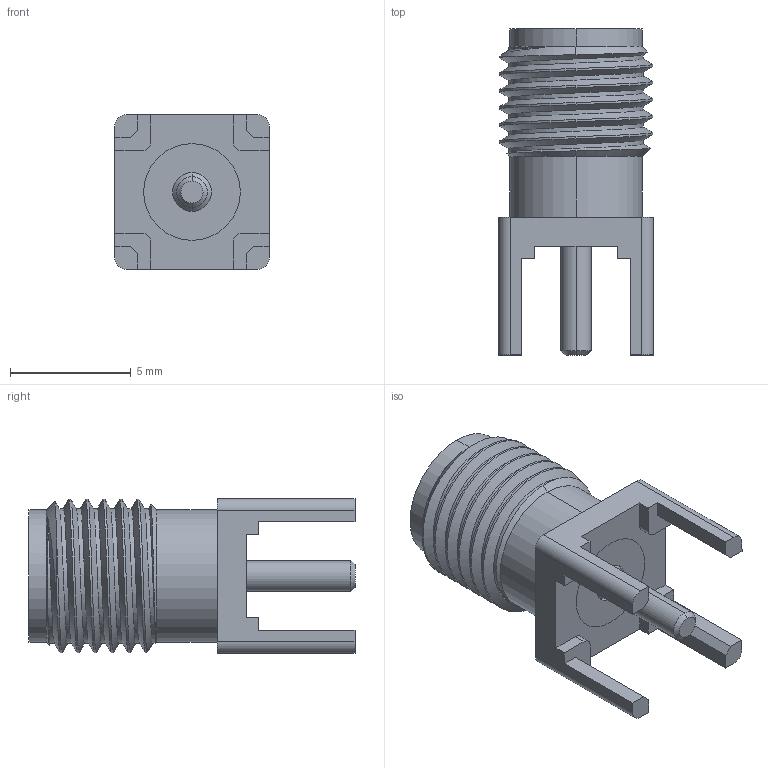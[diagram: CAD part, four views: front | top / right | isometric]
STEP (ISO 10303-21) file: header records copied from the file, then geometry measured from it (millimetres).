
FILE_DESCRIPTION (( 'STEP AP214' ), '1' );
FILE_NAME ('5-1814832-1.STEP', '2020-04-07T03:34:12', ( '' ), ( '' ), 'SwSTEP 2.0', 'SolidWorks 2017', '' );
FILE_SCHEMA (( 'AUTOMOTIVE_DESIGN' ));
Length unit declared in the file: millimetre
Products named in the file (1): 5-1814832-1
Bounding box: 6.4 x 13.5 x 6.4 mm (x, y, z)
Volume: 254.4 mm3; surface area: 678.4 mm2
Topology: 3 solids, 3 shells, 93 faces, 239 edges, 155 vertices
Faces by surface type: plane 41, cylinder 36, cone 13, bspline 3
Entity records: 4977 total; most frequent: CARTESIAN_POINT 2703, ORIENTED_EDGE 478, DIRECTION 446, EDGE_CURVE 239, VERTEX_POINT 155, AXIS2_PLACEMENT_3D 151, LINE 144, VECTOR 144
